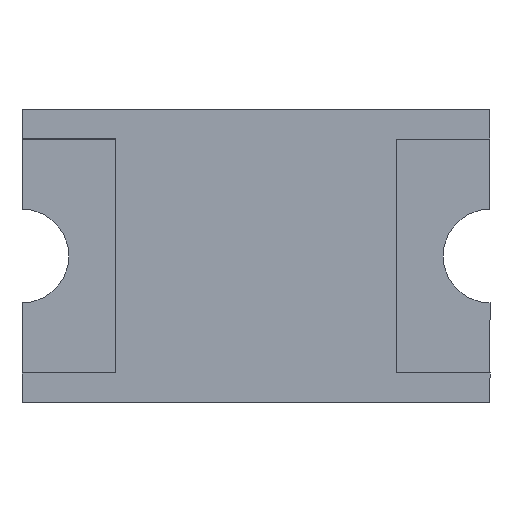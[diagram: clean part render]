
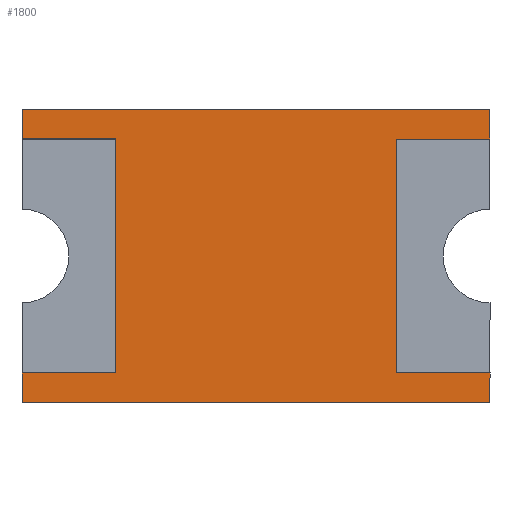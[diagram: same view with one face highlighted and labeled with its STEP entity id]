
A CAD part, front view. The second image highlights one B-rep face of the part: STEP entity #1800.
In plain terms, the highlighted planar face has unit normal (0, -1, 0).
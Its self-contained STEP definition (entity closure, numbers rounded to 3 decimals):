
#129 = ORIENTED_EDGE ( 'NONE', *, *, #859, .F. ) ;
#214 = VECTOR ( 'NONE', #2832, 1000. ) ;
#215 = ORIENTED_EDGE ( 'NONE', *, *, #1914, .F. ) ;
#234 = ORIENTED_EDGE ( 'NONE', *, *, #1739, .F. ) ;
#241 = VERTEX_POINT ( 'NONE', #2704 ) ;
#293 = ORIENTED_EDGE ( 'NONE', *, *, #1270, .F. ) ;
#352 = VECTOR ( 'NONE', #1548, 1000. ) ;
#375 = LINE ( 'NONE', #1545, #1670 ) ;
#393 = EDGE_CURVE ( 'NONE', #2435, #2008, #531, .T. ) ;
#409 = VECTOR ( 'NONE', #915, 1000. ) ;
#474 = VERTEX_POINT ( 'NONE', #3300 ) ;
#531 = LINE ( 'NONE', #2057, #3102 ) ;
#576 = LINE ( 'NONE', #2658, #1252 ) ;
#594 = LINE ( 'NONE', #834, #2542 ) ;
#615 = DIRECTION ( 'NONE',  ( -1., 0., 0. ) ) ;
#655 = CARTESIAN_POINT ( 'NONE',  ( 1.4, -0.15, -0.5 ) ) ;
#713 = VERTEX_POINT ( 'NONE', #3302 ) ;
#724 = DIRECTION ( 'NONE',  ( -1., 0., 0. ) ) ;
#734 = CARTESIAN_POINT ( 'NONE',  ( 0.6, -0.15, 0.5 ) ) ;
#786 = CARTESIAN_POINT ( 'NONE',  ( 1., -0.15, -0.625 ) ) ;
#834 = CARTESIAN_POINT ( 'NONE',  ( -1., -0.15, -0.625 ) ) ;
#858 = VECTOR ( 'NONE', #724, 1000. ) ;
#859 = EDGE_CURVE ( 'NONE', #241, #2209, #2856, .T. ) ;
#875 = VERTEX_POINT ( 'NONE', #786 ) ;
#892 = ORIENTED_EDGE ( 'NONE', *, *, #2192, .F. ) ;
#915 = DIRECTION ( 'NONE',  ( 1., 0., 0. ) ) ;
#1011 = DIRECTION ( 'NONE',  ( 0., 0., 1. ) ) ;
#1034 = CARTESIAN_POINT ( 'NONE',  ( -0.6, -0.15, -0.5 ) ) ;
#1108 = EDGE_CURVE ( 'NONE', #2103, #2435, #1554, .T. ) ;
#1152 = LINE ( 'NONE', #1297, #2432 ) ;
#1173 = FACE_OUTER_BOUND ( 'NONE', #3087, .T. ) ;
#1252 = VECTOR ( 'NONE', #615, 1000. ) ;
#1270 = EDGE_CURVE ( 'NONE', #2850, #875, #375, .T. ) ;
#1297 = CARTESIAN_POINT ( 'NONE',  ( 0.6, -0.15, 0.5 ) ) ;
#1302 = CARTESIAN_POINT ( 'NONE',  ( 1., -0.15, 0.2 ) ) ;
#1311 = LINE ( 'NONE', #1990, #2576 ) ;
#1342 = CARTESIAN_POINT ( 'NONE',  ( -1., -0.15, 0.5 ) ) ;
#1393 = VECTOR ( 'NONE', #3148, 1000. ) ;
#1416 = CARTESIAN_POINT ( 'NONE',  ( 1., -0.15, -0.5 ) ) ;
#1463 = CARTESIAN_POINT ( 'NONE',  ( 1., -0.15, 0. ) ) ;
#1526 = VERTEX_POINT ( 'NONE', #1034 ) ;
#1534 = ORIENTED_EDGE ( 'NONE', *, *, #2519, .F. ) ;
#1545 = CARTESIAN_POINT ( 'NONE',  ( 1., -0.15, -0.625 ) ) ;
#1548 = DIRECTION ( 'NONE',  ( 0., 0., 1. ) ) ;
#1554 = LINE ( 'NONE', #2274, #858 ) ;
#1566 = DIRECTION ( 'NONE',  ( 0., 0., -1. ) ) ;
#1670 = VECTOR ( 'NONE', #2074, 1000. ) ;
#1727 = DIRECTION ( 'NONE',  ( 0., 0., -1. ) ) ;
#1739 = EDGE_CURVE ( 'NONE', #2209, #3160, #576, .T. ) ;
#1760 = VECTOR ( 'NONE', #3101, 1000. ) ;
#1800 = ADVANCED_FACE ( 'NONE', ( #1173 ), #2168, .T. ) ;
#1828 = VERTEX_POINT ( 'NONE', #2746 ) ;
#1829 = CARTESIAN_POINT ( 'NONE',  ( -1., -0.15, 0.625 ) ) ;
#1832 = CARTESIAN_POINT ( 'NONE',  ( 1., -0.15, 0.5 ) ) ;
#1871 = ORIENTED_EDGE ( 'NONE', *, *, #3027, .F. ) ;
#1914 = EDGE_CURVE ( 'NONE', #1526, #2103, #3310, .T. ) ;
#1954 = DIRECTION ( 'NONE',  ( 1., 0., 0. ) ) ;
#1990 = CARTESIAN_POINT ( 'NONE',  ( 1., -0.15, 0.625 ) ) ;
#2008 = VERTEX_POINT ( 'NONE', #1829 ) ;
#2057 = CARTESIAN_POINT ( 'NONE',  ( -1., -0.15, 0.2 ) ) ;
#2074 = DIRECTION ( 'NONE',  ( 0., 0., -1. ) ) ;
#2098 = ORIENTED_EDGE ( 'NONE', *, *, #2747, .F. ) ;
#2103 = VERTEX_POINT ( 'NONE', #2270 ) ;
#2127 = DIRECTION ( 'NONE',  ( 0., 0., 1. ) ) ;
#2131 = CARTESIAN_POINT ( 'NONE',  ( 1., -0.15, -0.5 ) ) ;
#2162 = LINE ( 'NONE', #2131, #1393 ) ;
#2168 = PLANE ( 'NONE',  #2599 ) ;
#2178 = ORIENTED_EDGE ( 'NONE', *, *, #1108, .F. ) ;
#2192 = EDGE_CURVE ( 'NONE', #3160, #474, #1152, .T. ) ;
#2209 = VERTEX_POINT ( 'NONE', #1832 ) ;
#2250 = EDGE_CURVE ( 'NONE', #875, #1828, #3117, .T. ) ;
#2270 = CARTESIAN_POINT ( 'NONE',  ( -0.6, -0.15, 0.5 ) ) ;
#2274 = CARTESIAN_POINT ( 'NONE',  ( -1.4, -0.15, 0.5 ) ) ;
#2432 = VECTOR ( 'NONE', #1566, 1000. ) ;
#2435 = VERTEX_POINT ( 'NONE', #1342 ) ;
#2459 = LINE ( 'NONE', #655, #409 ) ;
#2519 = EDGE_CURVE ( 'NONE', #1828, #713, #594, .T. ) ;
#2542 = VECTOR ( 'NONE', #2127, 1000. ) ;
#2545 = CARTESIAN_POINT ( 'NONE',  ( -0.6, -0.15, 0.5 ) ) ;
#2576 = VECTOR ( 'NONE', #1954, 1000. ) ;
#2593 = ORIENTED_EDGE ( 'NONE', *, *, #2873, .F. ) ;
#2599 = AXIS2_PLACEMENT_3D ( 'NONE', #1463, #3242, #1727 ) ;
#2658 = CARTESIAN_POINT ( 'NONE',  ( 1., -0.15, 0.5 ) ) ;
#2704 = CARTESIAN_POINT ( 'NONE',  ( 1., -0.15, 0.625 ) ) ;
#2746 = CARTESIAN_POINT ( 'NONE',  ( -1., -0.15, -0.625 ) ) ;
#2747 = EDGE_CURVE ( 'NONE', #713, #1526, #2162, .T. ) ;
#2832 = DIRECTION ( 'NONE',  ( 0., 0., -1. ) ) ;
#2842 = CARTESIAN_POINT ( 'NONE',  ( 1., -0.15, -0.625 ) ) ;
#2850 = VERTEX_POINT ( 'NONE', #1416 ) ;
#2856 = LINE ( 'NONE', #1302, #214 ) ;
#2873 = EDGE_CURVE ( 'NONE', #474, #2850, #2459, .T. ) ;
#2916 = ORIENTED_EDGE ( 'NONE', *, *, #393, .F. ) ;
#2918 = ORIENTED_EDGE ( 'NONE', *, *, #2250, .F. ) ;
#3027 = EDGE_CURVE ( 'NONE', #2008, #241, #1311, .T. ) ;
#3087 = EDGE_LOOP ( 'NONE', ( #2098, #1534, #2918, #293, #2593, #892, #234, #129, #1871, #2916, #2178, #215 ) ) ;
#3101 = DIRECTION ( 'NONE',  ( -1., 0., 0. ) ) ;
#3102 = VECTOR ( 'NONE', #1011, 1000. ) ;
#3117 = LINE ( 'NONE', #2842, #1760 ) ;
#3148 = DIRECTION ( 'NONE',  ( 1., 0., 0. ) ) ;
#3160 = VERTEX_POINT ( 'NONE', #734 ) ;
#3242 = DIRECTION ( 'NONE',  ( 0., -1., 0. ) ) ;
#3300 = CARTESIAN_POINT ( 'NONE',  ( 0.6, -0.15, -0.5 ) ) ;
#3302 = CARTESIAN_POINT ( 'NONE',  ( -1., -0.15, -0.5 ) ) ;
#3310 = LINE ( 'NONE', #2545, #352 ) ;
